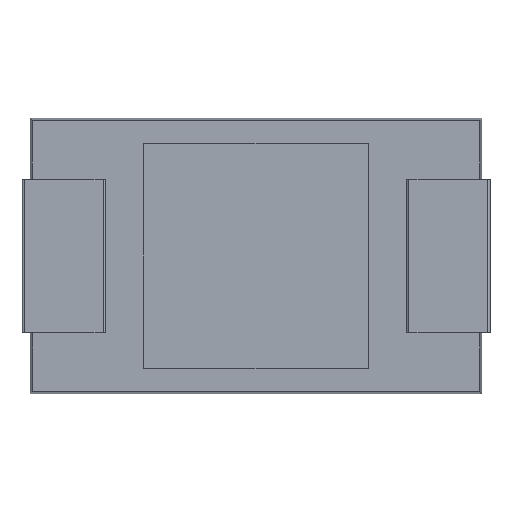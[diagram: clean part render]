
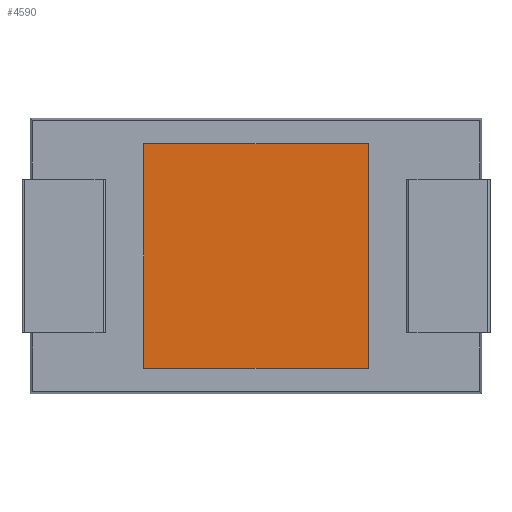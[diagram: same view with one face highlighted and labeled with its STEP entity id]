
A CAD part, front view. The second image highlights one B-rep face of the part: STEP entity #4590.
In plain terms, the highlighted planar face has unit normal (0, -1, 0).
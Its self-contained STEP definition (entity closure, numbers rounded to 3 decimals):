
#4242 = DIRECTION ( 'NONE',  ( -1., 0., 0. ) ) ;
#4243 = VECTOR ( 'NONE', #4242, 1000. ) ;
#4244 = CARTESIAN_POINT ( 'NONE',  ( -1.75, -0.73, 1.75 ) ) ;
#4245 = LINE ( 'NONE', #4244, #4243 ) ;
#4303 = FACE_OUTER_BOUND ( 'NONE', #4568, .T. ) ;
#4336 = DIRECTION ( 'NONE',  ( 1., 0., 0. ) ) ;
#4337 = DIRECTION ( 'NONE',  ( 0., -1., 0. ) ) ;
#4338 = CARTESIAN_POINT ( 'NONE',  ( -3.615, -0.73, -1.2 ) ) ;
#4339 = AXIS2_PLACEMENT_3D ( 'NONE', #4338, #4337, #4336 ) ;
#4340 = PLANE ( 'NONE',  #4339 ) ;
#4437 = DIRECTION ( 'NONE',  ( 0., 0., -1. ) ) ;
#4438 = VECTOR ( 'NONE', #4437, 1000. ) ;
#4439 = CARTESIAN_POINT ( 'NONE',  ( -1.75, -0.73, 1.75 ) ) ;
#4440 = LINE ( 'NONE', #4439, #4438 ) ;
#4442 = CARTESIAN_POINT ( 'NONE',  ( -1.75, -0.73, -1.75 ) ) ;
#4443 = CARTESIAN_POINT ( 'NONE',  ( -1.75, -0.73, 1.75 ) ) ;
#4470 = CARTESIAN_POINT ( 'NONE',  ( 1.75, -0.73, 1.75 ) ) ;
#4471 = DIRECTION ( 'NONE',  ( 0., 0., 1. ) ) ;
#4472 = VECTOR ( 'NONE', #4471, 1000. ) ;
#4473 = CARTESIAN_POINT ( 'NONE',  ( 1.75, -0.73, 1.75 ) ) ;
#4474 = LINE ( 'NONE', #4473, #4472 ) ;
#4502 = CARTESIAN_POINT ( 'NONE',  ( 1.75, -0.73, -1.75 ) ) ;
#4524 = DIRECTION ( 'NONE',  ( 1., 0., 0. ) ) ;
#4525 = VECTOR ( 'NONE', #4524, 1000. ) ;
#4526 = CARTESIAN_POINT ( 'NONE',  ( -1.75, -0.73, -1.75 ) ) ;
#4527 = LINE ( 'NONE', #4526, #4525 ) ;
#4568 = EDGE_LOOP ( 'NONE', ( #4588, #4589, #4586, #4587 ) ) ;
#4573 = EDGE_CURVE ( 'NONE', #4646, #4637, #4245, .T. ) ;
#4586 = ORIENTED_EDGE ( 'NONE', *, *, #4657, .T. ) ;
#4587 = ORIENTED_EDGE ( 'NONE', *, *, #4645, .T. ) ;
#4588 = ORIENTED_EDGE ( 'NONE', *, *, #4573, .T. ) ;
#4589 = ORIENTED_EDGE ( 'NONE', *, *, #4642, .T. ) ;
#4590 = ADVANCED_FACE ( 'NONE', ( #4303 ), #4340, .T. ) ;
#4637 = VERTEX_POINT ( 'NONE', #4443 ) ;
#4638 = VERTEX_POINT ( 'NONE', #4442 ) ;
#4642 = EDGE_CURVE ( 'NONE', #4637, #4638, #4440, .T. ) ;
#4645 = EDGE_CURVE ( 'NONE', #4654, #4646, #4474, .T. ) ;
#4646 = VERTEX_POINT ( 'NONE', #4470 ) ;
#4654 = VERTEX_POINT ( 'NONE', #4502 ) ;
#4657 = EDGE_CURVE ( 'NONE', #4638, #4654, #4527, .T. ) ;
